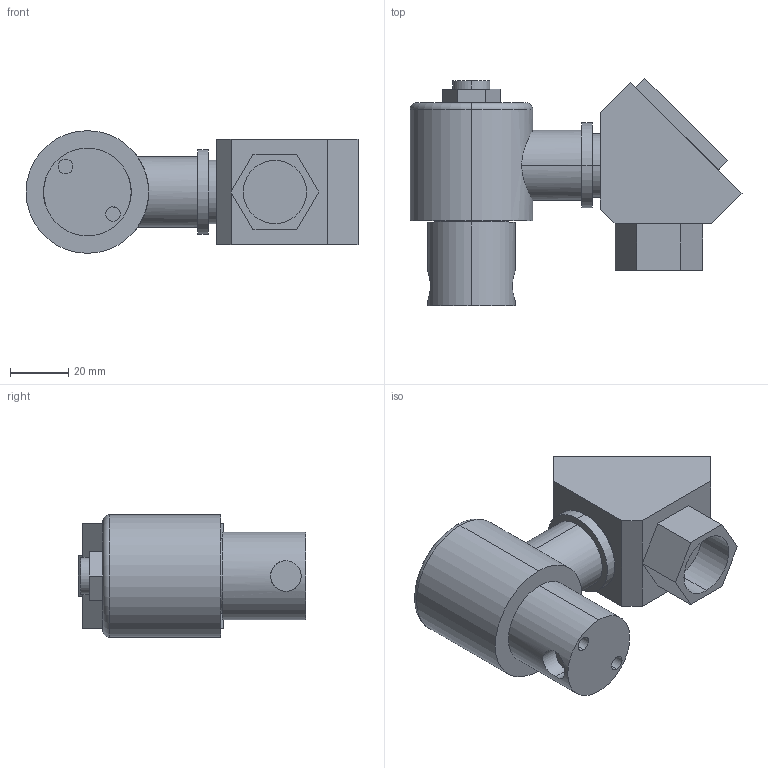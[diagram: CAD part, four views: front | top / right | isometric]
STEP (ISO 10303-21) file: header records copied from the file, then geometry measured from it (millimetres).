
FILE_DESCRIPTION (( 'STEP AP214' ), '1' );
FILE_NAME ('YS301T-2A.STEP', '2025-09-03T07:53:59', ( '' ), ( '' ), 'SwSTEP 2.0', 'SolidWorks 2024', '' );
FILE_SCHEMA (( 'AUTOMOTIVE_DESIGN' ));
Length unit declared in the file: millimetre
Products named in the file (4): TBL; YS301T-2A; ZS301-2_2A; AS301A
Assembly tree (3 placements, depth 2):
  YS301T-2A
    ZS301-2_2A
    AS301A
    TBL
Bounding box: 113.66 x 77.98 x 42 mm (x, y, z)
Volume: 148319.2 mm3; surface area: 29741.4 mm2
Topology: 3 solids, 3 shells, 76 faces, 167 edges, 110 vertices
Faces by surface type: plane 44, cylinder 30, torus 2
Entity records: 2475 total; most frequent: CARTESIAN_POINT 624, DIRECTION 384, ORIENTED_EDGE 334, EDGE_CURVE 167, AXIS2_PLACEMENT_3D 142, VERTEX_POINT 110, VECTOR 100, LINE 100
